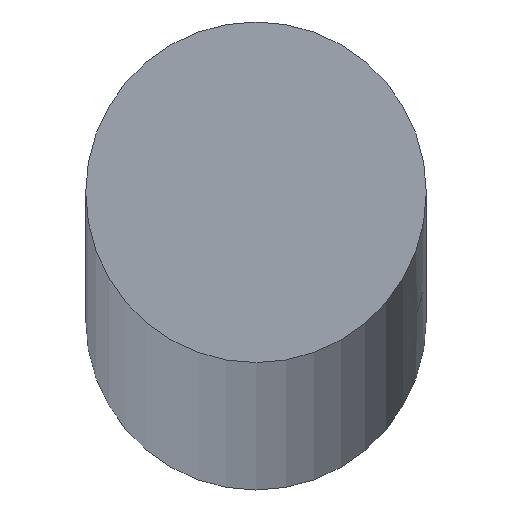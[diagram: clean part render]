
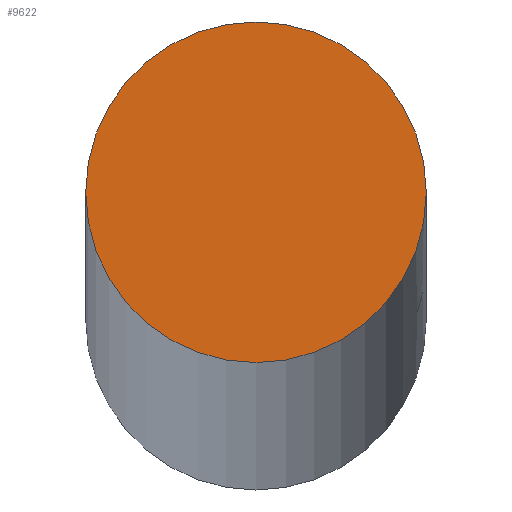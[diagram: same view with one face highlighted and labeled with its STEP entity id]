
A CAD part, top view. The second image highlights one B-rep face of the part: STEP entity #9622.
In plain terms, the highlighted planar face has unit normal (0, 0, 1).
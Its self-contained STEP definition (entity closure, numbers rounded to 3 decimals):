
#118 = CARTESIAN_POINT ( 'NONE',  ( 7., 0., 1500. ) ) ;
#637 = DIRECTION ( 'NONE',  ( 0., 0., 1. ) ) ;
#680 = DIRECTION ( 'NONE',  ( 0., 0., 1. ) ) ;
#1921 = CIRCLE ( 'NONE', #10262, 7. ) ;
#4748 = EDGE_CURVE ( 'NONE', #11854, #11854, #1921, .T. ) ;
#4842 = CARTESIAN_POINT ( 'NONE',  ( 0., 0., 1500. ) ) ;
#5193 = ORIENTED_EDGE ( 'NONE', *, *, #4748, .T. ) ;
#5207 = DIRECTION ( 'NONE',  ( 1., 0., 0. ) ) ;
#7186 = DIRECTION ( 'NONE',  ( 1., 0., 0. ) ) ;
#9029 = EDGE_LOOP ( 'NONE', ( #5193 ) ) ;
#9622 = ADVANCED_FACE ( 'NONE', ( #9720 ), #11318, .T. ) ;
#9720 = FACE_OUTER_BOUND ( 'NONE', #9029, .T. ) ;
#9812 = AXIS2_PLACEMENT_3D ( 'NONE', #4842, #637, #7186 ) ;
#10262 = AXIS2_PLACEMENT_3D ( 'NONE', #13809, #680, #5207 ) ;
#11318 = PLANE ( 'NONE',  #9812 ) ;
#11854 = VERTEX_POINT ( 'NONE', #118 ) ;
#13809 = CARTESIAN_POINT ( 'NONE',  ( 0., 0., 1500. ) ) ;
